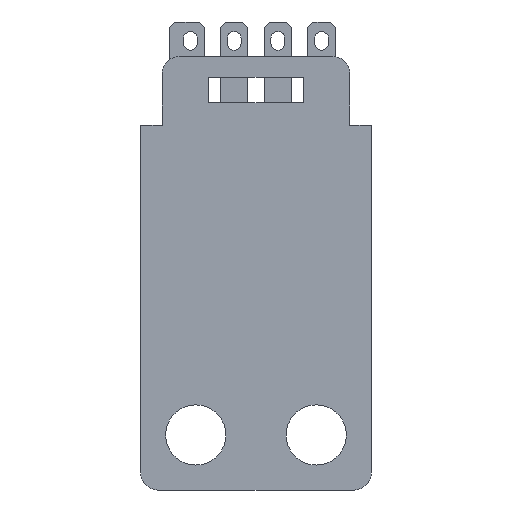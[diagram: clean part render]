
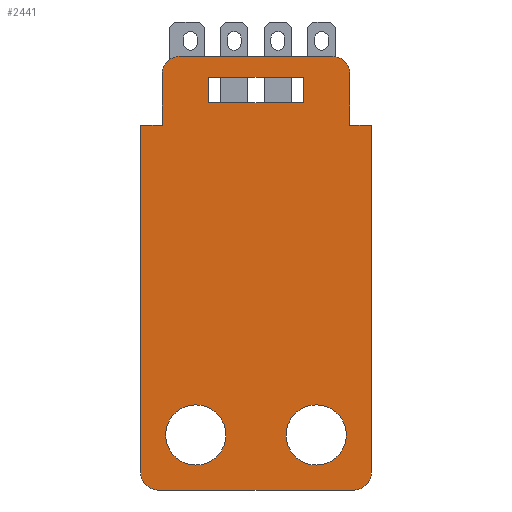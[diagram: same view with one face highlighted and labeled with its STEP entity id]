
A CAD part, front view. The second image highlights one B-rep face of the part: STEP entity #2441.
In plain terms, the highlighted planar face has unit normal (0, -1, 0).
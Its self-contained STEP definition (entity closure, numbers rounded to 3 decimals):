
#72=FACE_BOUND('',#395,.T.);
#73=FACE_BOUND('',#396,.T.);
#74=FACE_BOUND('',#397,.T.);
#140=PLANE('',#2591);
#261=FACE_OUTER_BOUND('',#394,.T.);
#394=EDGE_LOOP('',(#2035,#2036,#2037,#2038,#2039,#2040,#2041,#2042,#2043,
#2044,#2045,#2046));
#395=EDGE_LOOP('',(#2047,#2048,#2049,#2050));
#396=EDGE_LOOP('',(#2051));
#397=EDGE_LOOP('',(#2052));
#461=LINE('',#3274,#773);
#470=LINE('',#3298,#782);
#473=LINE('',#3303,#785);
#475=LINE('',#3307,#787);
#477=LINE('',#3310,#789);
#479=LINE('',#3314,#791);
#480=LINE('',#3317,#792);
#633=LINE('',#3675,#945);
#640=LINE('',#3688,#952);
#641=LINE('',#3690,#953);
#642=LINE('',#3694,#954);
#643=LINE('',#3695,#955);
#773=VECTOR('',#2659,8.9);
#782=VECTOR('',#2678,1.5);
#785=VECTOR('',#2683,5.5);
#787=VECTOR('',#2687,1.5);
#789=VECTOR('',#2691,5.5);
#791=VECTOR('',#2695,3.);
#792=VECTOR('',#2698,3.);
#945=VECTOR('',#3015,20.2);
#952=VECTOR('',#3024,1.25);
#953=VECTOR('',#3025,11.4);
#954=VECTOR('',#3028,20.2);
#955=VECTOR('',#3029,1.25);
#1082=CIRCLE('',#2497,1.);
#1084=CIRCLE('',#2502,1.);
#1101=CIRCLE('',#2582,1.75);
#1103=CIRCLE('',#2585,1.75);
#1105=CIRCLE('',#2588,1.);
#1107=CIRCLE('',#2592,1.);
#1111=VERTEX_POINT('',#3264);
#1112=VERTEX_POINT('',#3266);
#1114=VERTEX_POINT('',#3272);
#1122=VERTEX_POINT('',#3292);
#1123=VERTEX_POINT('',#3296);
#1124=VERTEX_POINT('',#3297);
#1125=VERTEX_POINT('',#3302);
#1126=VERTEX_POINT('',#3306);
#1127=VERTEX_POINT('',#3312);
#1128=VERTEX_POINT('',#3316);
#1243=VERTEX_POINT('',#3655);
#1245=VERTEX_POINT('',#3660);
#1247=VERTEX_POINT('',#3665);
#1248=VERTEX_POINT('',#3666);
#1251=VERTEX_POINT('',#3674);
#1257=VERTEX_POINT('',#3689);
#1258=VERTEX_POINT('',#3691);
#1259=VERTEX_POINT('',#3693);
#1339=EDGE_CURVE('',#1111,#1112,#1082,.T.);
#1343=EDGE_CURVE('',#1114,#1111,#461,.T.);
#1353=EDGE_CURVE('',#1122,#1114,#1084,.T.);
#1354=EDGE_CURVE('',#1123,#1124,#470,.T.);
#1357=EDGE_CURVE('',#1125,#1123,#473,.T.);
#1359=EDGE_CURVE('',#1126,#1125,#475,.T.);
#1361=EDGE_CURVE('',#1124,#1126,#477,.T.);
#1363=EDGE_CURVE('',#1127,#1122,#479,.T.);
#1364=EDGE_CURVE('',#1112,#1128,#480,.T.);
#1531=EDGE_CURVE('',#1243,#1243,#1101,.T.);
#1533=EDGE_CURVE('',#1245,#1245,#1103,.T.);
#1535=EDGE_CURVE('',#1247,#1248,#1105,.T.);
#1539=EDGE_CURVE('',#1248,#1251,#633,.T.);
#1546=EDGE_CURVE('',#1127,#1251,#640,.T.);
#1547=EDGE_CURVE('',#1247,#1257,#641,.T.);
#1548=EDGE_CURVE('',#1258,#1257,#1107,.T.);
#1549=EDGE_CURVE('',#1259,#1258,#642,.T.);
#1550=EDGE_CURVE('',#1259,#1128,#643,.T.);
#2035=ORIENTED_EDGE('',*,*,#1339,.F.);
#2036=ORIENTED_EDGE('',*,*,#1343,.F.);
#2037=ORIENTED_EDGE('',*,*,#1353,.F.);
#2038=ORIENTED_EDGE('',*,*,#1363,.F.);
#2039=ORIENTED_EDGE('',*,*,#1546,.T.);
#2040=ORIENTED_EDGE('',*,*,#1539,.F.);
#2041=ORIENTED_EDGE('',*,*,#1535,.F.);
#2042=ORIENTED_EDGE('',*,*,#1547,.T.);
#2043=ORIENTED_EDGE('',*,*,#1548,.F.);
#2044=ORIENTED_EDGE('',*,*,#1549,.F.);
#2045=ORIENTED_EDGE('',*,*,#1550,.T.);
#2046=ORIENTED_EDGE('',*,*,#1364,.F.);
#2047=ORIENTED_EDGE('',*,*,#1354,.T.);
#2048=ORIENTED_EDGE('',*,*,#1361,.T.);
#2049=ORIENTED_EDGE('',*,*,#1359,.T.);
#2050=ORIENTED_EDGE('',*,*,#1357,.T.);
#2051=ORIENTED_EDGE('',*,*,#1531,.T.);
#2052=ORIENTED_EDGE('',*,*,#1533,.T.);
#2441=ADVANCED_FACE('',(#261,#72,#73,#74),#140,.T.);
#2497=AXIS2_PLACEMENT_3D('',#3267,#2652,#2653);
#2502=AXIS2_PLACEMENT_3D('',#3294,#2674,#2675);
#2582=AXIS2_PLACEMENT_3D('',#3656,#2995,#2996);
#2585=AXIS2_PLACEMENT_3D('',#3661,#3001,#3002);
#2588=AXIS2_PLACEMENT_3D('',#3667,#3007,#3008);
#2591=AXIS2_PLACEMENT_3D('',#3687,#3022,#3023);
#2592=AXIS2_PLACEMENT_3D('',#3692,#3026,#3027);
#2652=DIRECTION('center_axis',(0.,1.,0.));
#2653=DIRECTION('ref_axis',(0.707,0.,0.707));
#2659=DIRECTION('',(1.,0.,0.));
#2674=DIRECTION('center_axis',(0.,1.,0.));
#2675=DIRECTION('ref_axis',(-0.707,0.,0.707));
#2678=DIRECTION('',(0.,0.,1.));
#2683=DIRECTION('',(-1.,0.,0.));
#2687=DIRECTION('',(0.,0.,-1.));
#2691=DIRECTION('',(1.,0.,0.));
#2695=DIRECTION('',(0.,0.,1.));
#2698=DIRECTION('',(0.,0.,-1.));
#2995=DIRECTION('center_axis',(0.,1.,0.));
#2996=DIRECTION('ref_axis',(-1.,0.,0.));
#3001=DIRECTION('center_axis',(0.,1.,0.));
#3002=DIRECTION('ref_axis',(-1.,0.,0.));
#3007=DIRECTION('center_axis',(0.,1.,0.));
#3008=DIRECTION('ref_axis',(-0.707,0.,-0.707));
#3015=DIRECTION('',(0.,0.,1.));
#3022=DIRECTION('center_axis',(0.,-1.,0.));
#3023=DIRECTION('ref_axis',(0.,0.,-1.));
#3024=DIRECTION('',(-1.,0.,0.));
#3025=DIRECTION('',(1.,0.,0.));
#3026=DIRECTION('center_axis',(0.,1.,0.));
#3027=DIRECTION('ref_axis',(0.707,0.,-0.707));
#3028=DIRECTION('',(0.,0.,-1.));
#3029=DIRECTION('',(-1.,0.,0.));
#3264=CARTESIAN_POINT('',(4.45,0.,15.025));
#3266=CARTESIAN_POINT('',(5.45,0.,14.025));
#3267=CARTESIAN_POINT('Origin',(4.45,0.,14.025));
#3272=CARTESIAN_POINT('',(-4.45,0.,15.025));
#3274=CARTESIAN_POINT('',(-5.45,0.,15.025));
#3292=CARTESIAN_POINT('',(-5.45,0.,14.025));
#3294=CARTESIAN_POINT('Origin',(-4.45,0.,14.025));
#3296=CARTESIAN_POINT('',(-2.75,0.,12.325));
#3297=CARTESIAN_POINT('',(-2.75,0.,13.825));
#3298=CARTESIAN_POINT('',(-2.75,0.,12.675));
#3302=CARTESIAN_POINT('',(2.75,0.,12.325));
#3303=CARTESIAN_POINT('',(1.375,0.,12.325));
#3306=CARTESIAN_POINT('',(2.75,0.,13.825));
#3307=CARTESIAN_POINT('',(2.75,0.,13.425));
#3310=CARTESIAN_POINT('',(-1.375,0.,13.825));
#3312=CARTESIAN_POINT('',(-5.45,0.,11.025));
#3314=CARTESIAN_POINT('',(-5.45,0.,11.025));
#3316=CARTESIAN_POINT('',(5.45,0.,11.025));
#3317=CARTESIAN_POINT('',(5.45,0.,15.025));
#3655=CARTESIAN_POINT('',(-1.75,0.,-6.975));
#3656=CARTESIAN_POINT('Origin',(-3.5,0.,-6.975));
#3660=CARTESIAN_POINT('',(5.25,0.,-6.975));
#3661=CARTESIAN_POINT('Origin',(3.5,0.,-6.975));
#3665=CARTESIAN_POINT('',(-5.7,0.,-10.175));
#3666=CARTESIAN_POINT('',(-6.7,0.,-9.175));
#3667=CARTESIAN_POINT('Origin',(-5.7,0.,-9.175));
#3674=CARTESIAN_POINT('',(-6.7,0.,11.025));
#3675=CARTESIAN_POINT('',(-6.7,0.,11.025));
#3687=CARTESIAN_POINT('Origin',(0.,0.,11.025));
#3688=CARTESIAN_POINT('',(0.,0.,11.025));
#3689=CARTESIAN_POINT('',(5.7,0.,-10.175));
#3690=CARTESIAN_POINT('',(0.,0.,-10.175));
#3691=CARTESIAN_POINT('',(6.7,0.,-9.175));
#3692=CARTESIAN_POINT('Origin',(5.7,0.,-9.175));
#3693=CARTESIAN_POINT('',(6.7,0.,11.025));
#3694=CARTESIAN_POINT('',(6.7,0.,11.025));
#3695=CARTESIAN_POINT('',(0.,0.,11.025));
